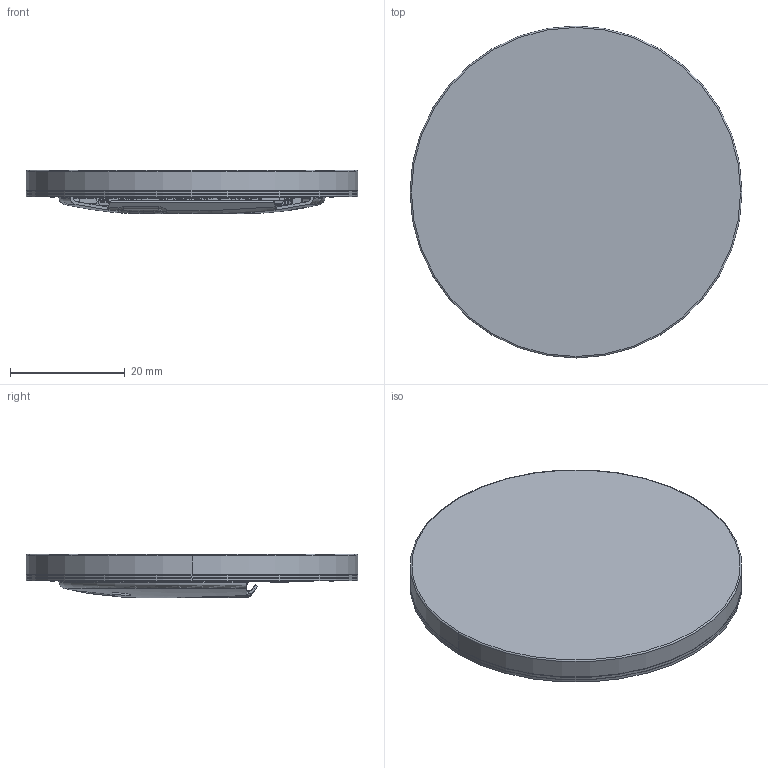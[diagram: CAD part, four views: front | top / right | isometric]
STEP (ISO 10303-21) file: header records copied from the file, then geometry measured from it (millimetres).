
FILE_DESCRIPTION((''),'2;1');
FILE_NAME('00-NU223-MODULE_WK','2023-06-19T',('GANZIQUAN'),(''),'PRO/ENGINEER BY PARAMETRIC TECHNOLOGY CORPORATION, 2015240','PRO/ENGINEER BY PARAMETRIC TECHNOLOGY CORPORATION, 2015240','');
FILE_SCHEMA(('AUTOMOTIVE_DESIGN_CC2 { 1 2 10303 214 -1 1 5 2 }'));
Products named in the file (1): 00-NU223-MODULE_WK
Bounding box: 57.98 x 57.98 x 7.57 mm (x, y, z)
Volume: 11388.1 mm3; surface area: 25842.9 mm2
Topology: 28 solids, 30 shells, 6576 faces, 17210 edges, 11072 vertices
Faces by surface type: plane 4367, cylinder 1098, extrusion 673, bspline 323, torus 61, sphere 40, cone 12, revolution 2
Entity records: 277410 total; most frequent: CARTESIAN_POINT 84066, ORIENTED_EDGE 34420, DIRECTION 28322, EDGE_CURVE 17210, VECTOR 13938, LINE 13265, VERTEX_POINT 11072, AXIS2_PLACEMENT_3D 7191
